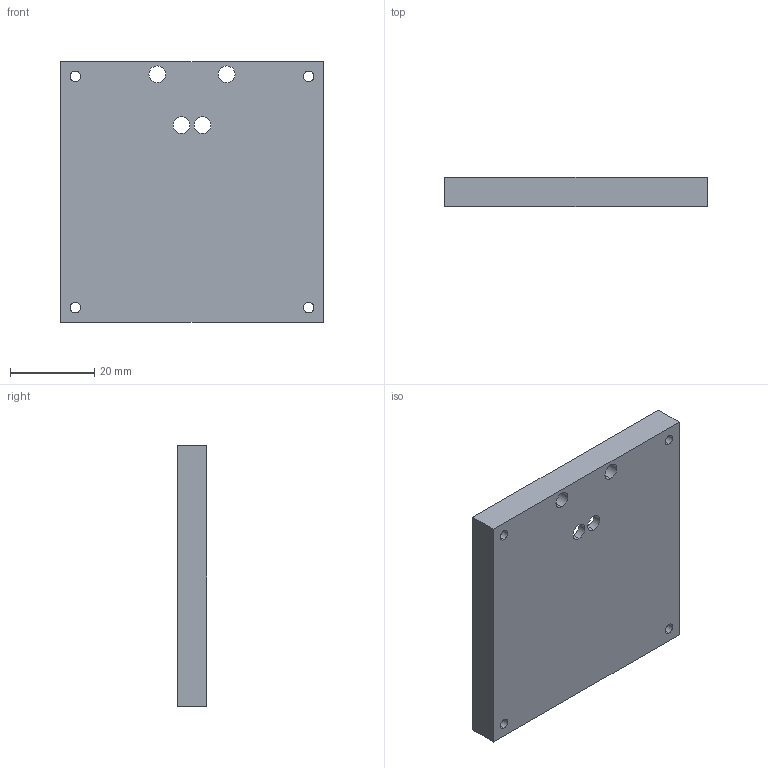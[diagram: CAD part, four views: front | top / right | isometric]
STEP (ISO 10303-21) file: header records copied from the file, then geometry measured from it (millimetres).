
FILE_DESCRIPTION (( 'STEP AP203' ), '1' );
FILE_NAME ('MCH holder.STEP', '2024-07-18T13:00:07', ( '' ), ( '' ), 'SwSTEP 2.0', 'SolidWorks 2024', '' );
FILE_SCHEMA (( 'CONFIG_CONTROL_DESIGN' ));
Length unit declared in the file: millimetre
Products named in the file (1): MCH holder
Bounding box: 62.5 x 7 x 62 mm (x, y, z)
Volume: 20107.6 mm3; surface area: 10543.4 mm2
Topology: 1 solids, 1 shells, 67 faces, 180 edges, 120 vertices
Faces by surface type: plane 35, cylinder 32
Entity records: 2231 total; most frequent: DIRECTION 384, CARTESIAN_POINT 368, ORIENTED_EDGE 360, EDGE_CURVE 180, AXIS2_PLACEMENT_3D 136, VERTEX_POINT 120, LINE 112, VECTOR 112
